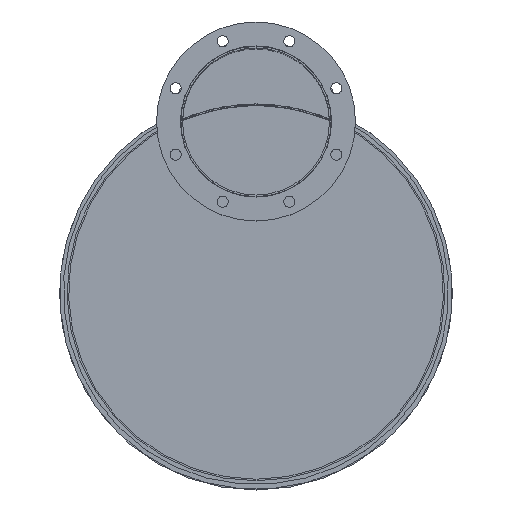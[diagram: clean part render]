
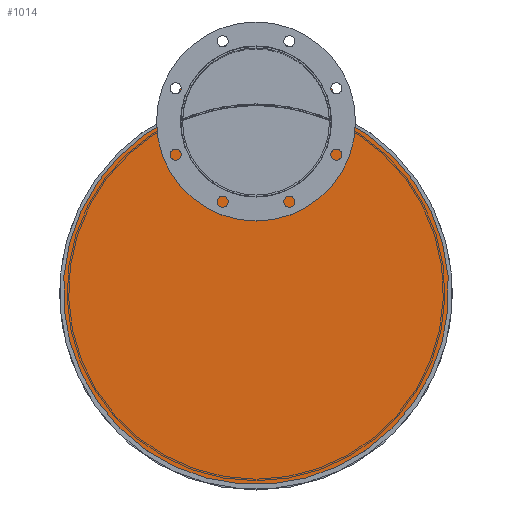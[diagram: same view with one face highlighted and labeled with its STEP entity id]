
A CAD part, top view. The second image highlights one B-rep face of the part: STEP entity #1014.
In plain terms, the highlighted planar face has unit normal (0, 0, 1).
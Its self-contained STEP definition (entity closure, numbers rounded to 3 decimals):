
#81=PLANE('',#1170);
#170=FACE_BOUND('',#384,.T.);
#231=FACE_OUTER_BOUND('',#383,.T.);
#383=EDGE_LOOP('',(#852,#853));
#384=EDGE_LOOP('',(#854));
#475=CIRCLE('',#1161,150.);
#478=CIRCLE('',#1165,382.5);
#479=CIRCLE('',#1167,164.);
#569=VERTEX_POINT('',#1739);
#571=VERTEX_POINT('',#1744);
#574=VERTEX_POINT('',#1749);
#665=EDGE_CURVE('',#569,#569,#475,.T.);
#670=EDGE_CURVE('',#574,#571,#478,.T.);
#671=EDGE_CURVE('',#571,#574,#479,.T.);
#852=ORIENTED_EDGE('',*,*,#670,.F.);
#853=ORIENTED_EDGE('',*,*,#671,.F.);
#854=ORIENTED_EDGE('',*,*,#665,.T.);
#1014=ADVANCED_FACE('',(#231,#170),#81,.F.);
#1161=AXIS2_PLACEMENT_3D('',#1740,#1446,#1447);
#1165=AXIS2_PLACEMENT_3D('',#1751,#1456,#1457);
#1167=AXIS2_PLACEMENT_3D('',#1753,#1460,#1461);
#1170=AXIS2_PLACEMENT_3D('',#1756,#1466,#1467);
#1446=DIRECTION('center_axis',(0.,0.,-1.));
#1447=DIRECTION('ref_axis',(-1.,0.,0.));
#1456=DIRECTION('center_axis',(0.,0.,-1.));
#1457=DIRECTION('ref_axis',(-1.,0.,0.));
#1460=DIRECTION('center_axis',(0.,0.,-1.));
#1461=DIRECTION('ref_axis',(-1.,0.,0.));
#1466=DIRECTION('center_axis',(0.,0.,-1.));
#1467=DIRECTION('ref_axis',(0.,-1.,0.));
#1739=CARTESIAN_POINT('',(150.,338.,1908.));
#1740=CARTESIAN_POINT('Origin',(0.,338.,1908.));
#1744=CARTESIAN_POINT('',(-163.822,345.642,1908.));
#1749=CARTESIAN_POINT('',(163.822,345.642,1908.));
#1751=CARTESIAN_POINT('Origin',(0.,0.,1908.));
#1753=CARTESIAN_POINT('Origin',(0.,338.,1908.));
#1756=CARTESIAN_POINT('Origin',(0.,0.,1908.));
